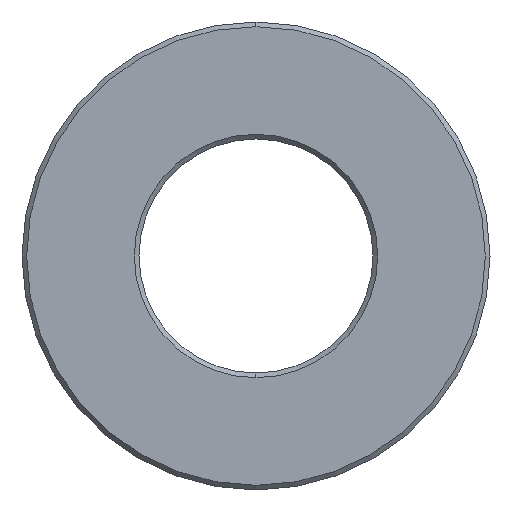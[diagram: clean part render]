
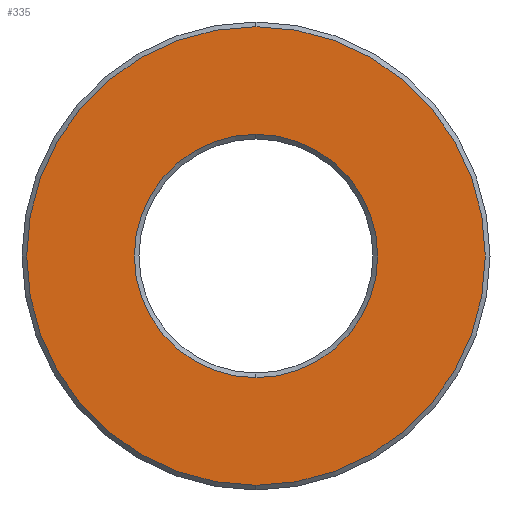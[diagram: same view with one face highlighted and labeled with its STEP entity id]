
A CAD part, left-side view. The second image highlights one B-rep face of the part: STEP entity #335.
In plain terms, the highlighted planar face has unit normal (-1, 0, 0).
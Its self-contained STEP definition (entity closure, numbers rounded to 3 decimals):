
#3 = AXIS2_PLACEMENT_3D ( 'NONE', #49, #121, #250 ) ;
#10 = ORIENTED_EDGE ( 'NONE', *, *, #327, .T. ) ;
#18 = CARTESIAN_POINT ( 'NONE',  ( 0., 0., 4.9 ) ) ;
#23 = VERTEX_POINT ( 'NONE', #203 ) ;
#33 = AXIS2_PLACEMENT_3D ( 'NONE', #186, #182, #85 ) ;
#49 = CARTESIAN_POINT ( 'NONE',  ( 0., 0., 0. ) ) ;
#56 = AXIS2_PLACEMENT_3D ( 'NONE', #175, #171, #238 ) ;
#59 = EDGE_CURVE ( 'NONE', #272, #147, #126, .T. ) ;
#81 = DIRECTION ( 'NONE',  ( 0., 0., -1. ) ) ;
#85 = DIRECTION ( 'NONE',  ( 0., 0., -1. ) ) ;
#99 = CARTESIAN_POINT ( 'NONE',  ( 0., 0., 0. ) ) ;
#111 = CIRCLE ( 'NONE', #33, 4.9 ) ;
#118 = FACE_OUTER_BOUND ( 'NONE', #280, .T. ) ;
#121 = DIRECTION ( 'NONE',  ( 1., 0., 0. ) ) ;
#126 = CIRCLE ( 'NONE', #56, 4.9 ) ;
#130 = DIRECTION ( 'NONE',  ( 0., 0., -1. ) ) ;
#133 = CARTESIAN_POINT ( 'NONE',  ( 0., 0., -4.9 ) ) ;
#143 = CIRCLE ( 'NONE', #3, 2.6 ) ;
#147 = VERTEX_POINT ( 'NONE', #133 ) ;
#156 = AXIS2_PLACEMENT_3D ( 'NONE', #99, #229, #130 ) ;
#158 = CIRCLE ( 'NONE', #156, 2.6 ) ;
#163 = EDGE_CURVE ( 'NONE', #207, #23, #158, .T. ) ;
#171 = DIRECTION ( 'NONE',  ( -1., 0., 0. ) ) ;
#175 = CARTESIAN_POINT ( 'NONE',  ( 0., 0., 0. ) ) ;
#182 = DIRECTION ( 'NONE',  ( -1., 0., 0. ) ) ;
#186 = CARTESIAN_POINT ( 'NONE',  ( 0., 0., 0. ) ) ;
#203 = CARTESIAN_POINT ( 'NONE',  ( 0., 0., -2.6 ) ) ;
#207 = VERTEX_POINT ( 'NONE', #387 ) ;
#215 = DIRECTION ( 'NONE',  ( 1., 0., 0. ) ) ;
#218 = ORIENTED_EDGE ( 'NONE', *, *, #348, .T. ) ;
#229 = DIRECTION ( 'NONE',  ( 1., 0., 0. ) ) ;
#238 = DIRECTION ( 'NONE',  ( 0., 0., -1. ) ) ;
#250 = DIRECTION ( 'NONE',  ( 0., 0., -1. ) ) ;
#252 = PLANE ( 'NONE',  #386 ) ;
#272 = VERTEX_POINT ( 'NONE', #18 ) ;
#280 = EDGE_LOOP ( 'NONE', ( #218, #406 ) ) ;
#327 = EDGE_CURVE ( 'NONE', #23, #207, #143, .T. ) ;
#335 = ADVANCED_FACE ( 'NONE', ( #378, #118 ), #252, .F. ) ;
#348 = EDGE_CURVE ( 'NONE', #147, #272, #111, .T. ) ;
#362 = ORIENTED_EDGE ( 'NONE', *, *, #163, .T. ) ;
#376 = CARTESIAN_POINT ( 'NONE',  ( 0., 0., 0. ) ) ;
#378 = FACE_BOUND ( 'NONE', #398, .T. ) ;
#386 = AXIS2_PLACEMENT_3D ( 'NONE', #376, #215, #81 ) ;
#387 = CARTESIAN_POINT ( 'NONE',  ( 0., 0., 2.6 ) ) ;
#398 = EDGE_LOOP ( 'NONE', ( #362, #10 ) ) ;
#406 = ORIENTED_EDGE ( 'NONE', *, *, #59, .T. ) ;
